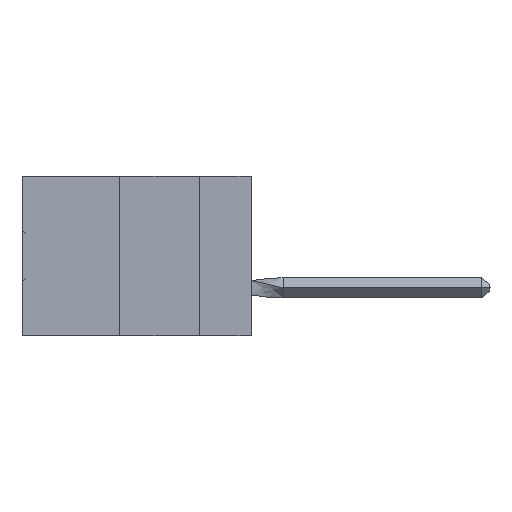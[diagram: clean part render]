
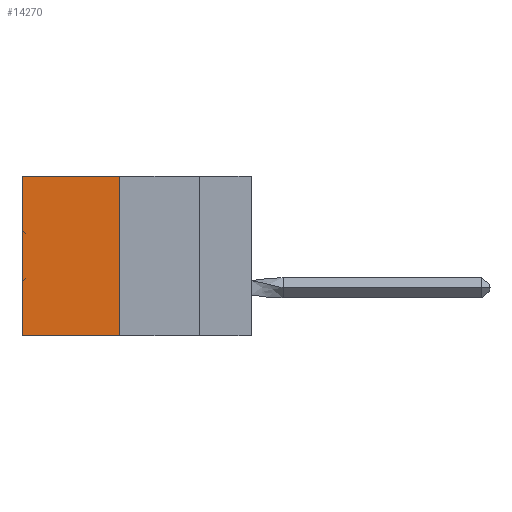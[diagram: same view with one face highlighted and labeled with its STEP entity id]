
A CAD part, left-side view. The second image highlights one B-rep face of the part: STEP entity #14270.
In plain terms, the highlighted planar face has unit normal (-1, 0, 0).
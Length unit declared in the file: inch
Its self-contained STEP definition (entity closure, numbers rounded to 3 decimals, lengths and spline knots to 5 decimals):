
#198 = CARTESIAN_POINT ( 'NONE',  ( 0.305, 0.413, -0.5 ) ) ;
#699 = VERTEX_POINT ( 'NONE', #19456 ) ;
#922 = DIRECTION ( 'NONE',  ( 0., 1., 0. ) ) ;
#5355 = DIRECTION ( 'NONE',  ( 0., 0., -1. ) ) ;
#7197 = LINE ( 'NONE', #15618, #13778 ) ;
#8321 = VERTEX_POINT ( 'NONE', #32177 ) ;
#9908 = VECTOR ( 'NONE', #30609, 39.37008 ) ;
#12704 = DIRECTION ( 'NONE',  ( 0., 0., -1. ) ) ;
#13778 = VECTOR ( 'NONE', #53123, 39.37008 ) ;
#14270 = ADVANCED_FACE ( 'NONE', ( #30715 ), #43269, .F. ) ;
#14912 = CARTESIAN_POINT ( 'NONE',  ( 0.305, 0.413, -0.5 ) ) ;
#15618 = CARTESIAN_POINT ( 'NONE',  ( 0.305, 0.413, 0. ) ) ;
#19456 = CARTESIAN_POINT ( 'NONE',  ( 0.305, 0.413, -0.5 ) ) ;
#23616 = AXIS2_PLACEMENT_3D ( 'NONE', #198, #52720, #5355 ) ;
#30609 = DIRECTION ( 'NONE',  ( 0., 0., -1. ) ) ;
#30715 = FACE_OUTER_BOUND ( 'NONE', #34725, .T. ) ;
#31355 = EDGE_CURVE ( 'NONE', #8321, #50097, #60140, .T. ) ;
#32128 = ORIENTED_EDGE ( 'NONE', *, *, #32592, .F. ) ;
#32177 = CARTESIAN_POINT ( 'NONE',  ( 0.305, 0.72, 0. ) ) ;
#32592 = EDGE_CURVE ( 'NONE', #699, #50097, #52199, .T. ) ;
#32751 = LINE ( 'NONE', #40350, #9908 ) ;
#34465 = VECTOR ( 'NONE', #12704, 39.37008 ) ;
#34725 = EDGE_LOOP ( 'NONE', ( #37993, #32128, #43835, #37315 ) ) ;
#36079 = VECTOR ( 'NONE', #922, 39.37008 ) ;
#36442 = EDGE_CURVE ( 'NONE', #50150, #699, #32751, .T. ) ;
#37315 = ORIENTED_EDGE ( 'NONE', *, *, #46898, .T. ) ;
#37440 = CARTESIAN_POINT ( 'NONE',  ( 0.305, 0.413, 0. ) ) ;
#37993 = ORIENTED_EDGE ( 'NONE', *, *, #31355, .T. ) ;
#40350 = CARTESIAN_POINT ( 'NONE',  ( 0.305, 0.413, -0.5 ) ) ;
#40707 = CARTESIAN_POINT ( 'NONE',  ( 0.305, 0.72, -0.5 ) ) ;
#43269 = PLANE ( 'NONE',  #23616 ) ;
#43835 = ORIENTED_EDGE ( 'NONE', *, *, #36442, .F. ) ;
#46898 = EDGE_CURVE ( 'NONE', #50150, #8321, #7197, .T. ) ;
#50097 = VERTEX_POINT ( 'NONE', #40707 ) ;
#50150 = VERTEX_POINT ( 'NONE', #37440 ) ;
#52199 = LINE ( 'NONE', #14912, #36079 ) ;
#52720 = DIRECTION ( 'NONE',  ( 1., 0., 0. ) ) ;
#53123 = DIRECTION ( 'NONE',  ( 0., 1., 0. ) ) ;
#59305 = CARTESIAN_POINT ( 'NONE',  ( 0.305, 0.72, -0.5 ) ) ;
#60140 = LINE ( 'NONE', #59305, #34465 ) ;
